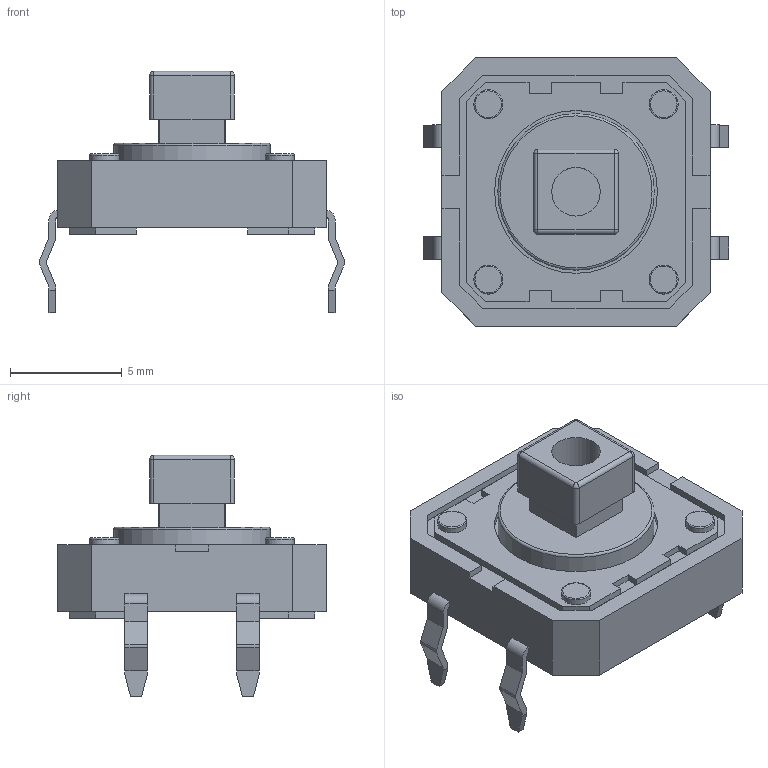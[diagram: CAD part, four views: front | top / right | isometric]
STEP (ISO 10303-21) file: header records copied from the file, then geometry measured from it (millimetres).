
FILE_DESCRIPTION(/* description */ ('model of SW_PUSH-12mm'),/* implementation_level */ '2;1');
FILE_NAME(/* name */ 'SW_PUSH-12mm.step',/* time_stamp */ '2020-10-28T17:47:52',/* author */ ('kicad StepUp','ksu'),/* organization */ ('FreeCAD'),/* preprocessor_version */ 'OCC',/* originating_system */ 'kicad StepUp',/* authorisation */ '');
FILE_SCHEMA(('AUTOMOTIVE_DESIGN { 1 0 10303 214 1 1 1 1 }'));
Length unit declared in the file: millimetre
Products named in the file (1): SW_PUSH_12mm
Bounding box: 13.67 x 12 x 10.8 mm (x, y, z)
Volume: 492 mm3; surface area: 599.1 mm2
Topology: 1 solids, 1 shells, 192 faces, 503 edges, 327 vertices
Faces by surface type: plane 144, cylinder 39, torus 5, sphere 4
Full cylindrical faces by diameter (mm): 1.3 x4, 2.171 x1, 7 x1, 7.28 x1
Entity records: 7174 total; most frequent: CARTESIAN_POINT 1019, ORIENTED_EDGE 998, DIRECTION 973, EDGE_CURVE 499, LINE 411, VECTOR 411, VERTEX_POINT 327, AXIS2_PLACEMENT_3D 281
